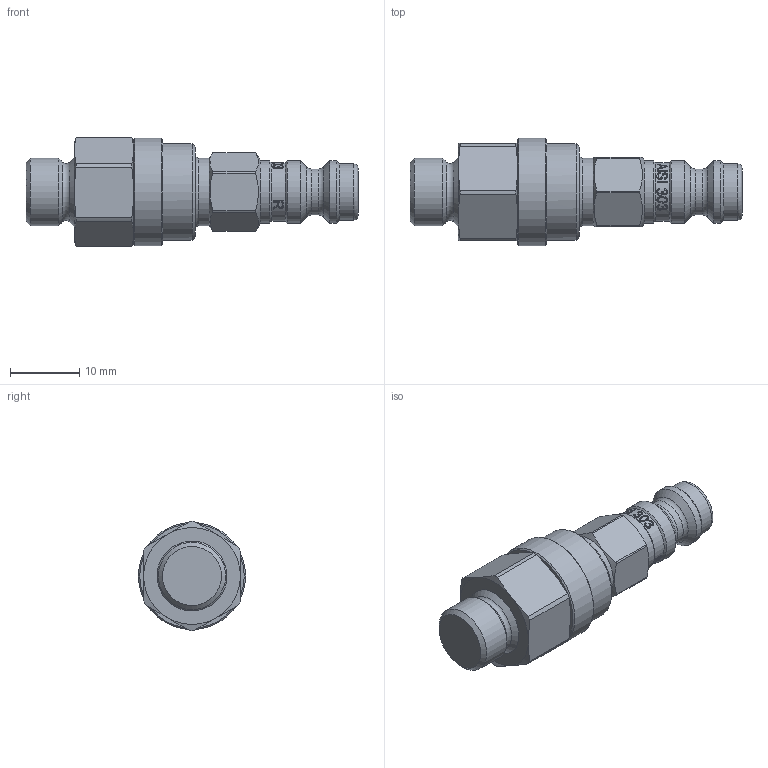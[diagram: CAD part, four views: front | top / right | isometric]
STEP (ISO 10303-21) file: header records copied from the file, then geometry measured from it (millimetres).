
FILE_DESCRIPTION(/* description */ (''),/* implementation_level */ '2;1');
FILE_NAME(/* name */ '21sbaw10rxv6.stp',/* time_stamp */ '2018-01-09T11:54:37+01:00',/* author */ ('AS035480'),/* organization */ (''),/* preprocessor_version */ 'ST-DEVELOPER v16.5',/* originating_system */ 'Autodesk Inventor 2017',/* authorisation */ '');
FILE_SCHEMA (('AUTOMOTIVE_DESIGN { 1 0 10303 214 3 1 1 }'));
Products named in the file (1): Part4
Bounding box: 48 x 15.5 x 15.8 mm (x, y, z)
Volume: 4123.6 mm3; surface area: 3999.7 mm2
Topology: 1 solids, 3 shells, 274 faces, 688 edges, 444 vertices
Faces by surface type: bspline 107, plane 75, cylinder 49, cone 36, torus 7
Full cylindrical faces by diameter (mm): 6.65 x1, 7.2 x1, 8.1 x1, 8.5 x1, 9 x3, 9.5 x1, 9.7 x1, 9.728 x1, 10.45 x1, 10.85 x1, 12 x2, 14 x2, 14.05 x1, 15.5 x1
Entity records: 32713 total; most frequent: CARTESIAN_POINT 26701, ORIENTED_EDGE 1260, DIRECTION 927, EDGE_CURVE 630, VERTEX_POINT 435, EDGE_LOOP 351, AXIS2_PLACEMENT_3D 349, FACE_OUTER_BOUND 274
